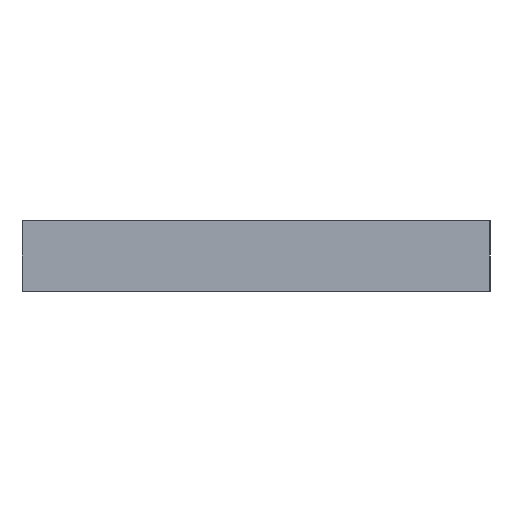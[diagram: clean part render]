
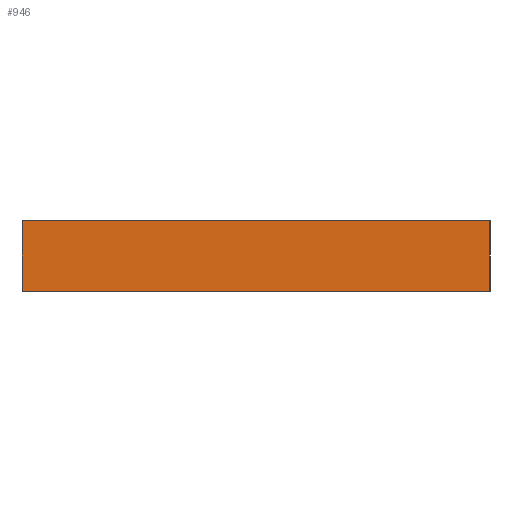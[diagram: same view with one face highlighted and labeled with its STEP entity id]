
A CAD part, left-side view. The second image highlights one B-rep face of the part: STEP entity #946.
In plain terms, the highlighted planar face has unit normal (-1, 0, 0).
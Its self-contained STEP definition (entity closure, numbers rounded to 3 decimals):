
#46=PLANE('',#989);
#107=FACE_OUTER_BOUND('',#169,.T.);
#169=EDGE_LOOP('',(#852,#853,#854,#855));
#246=LINE('',#1715,#328);
#250=LINE('',#1723,#332);
#251=LINE('',#1726,#333);
#252=LINE('',#1727,#334);
#328=VECTOR('',#1112,10.);
#332=VECTOR('',#1120,10.);
#333=VECTOR('',#1123,10.);
#334=VECTOR('',#1124,10.);
#470=VERTEX_POINT('',#1712);
#471=VERTEX_POINT('',#1714);
#472=VERTEX_POINT('',#1719);
#474=VERTEX_POINT('',#1725);
#598=EDGE_CURVE('',#470,#471,#246,.T.);
#602=EDGE_CURVE('',#472,#471,#250,.T.);
#603=EDGE_CURVE('',#474,#472,#251,.T.);
#604=EDGE_CURVE('',#474,#470,#252,.T.);
#852=ORIENTED_EDGE('',*,*,#603,.T.);
#853=ORIENTED_EDGE('',*,*,#602,.T.);
#854=ORIENTED_EDGE('',*,*,#598,.F.);
#855=ORIENTED_EDGE('',*,*,#604,.F.);
#946=ADVANCED_FACE('',(#107),#46,.T.);
#989=AXIS2_PLACEMENT_3D('',#1724,#1121,#1122);
#1112=DIRECTION('',(0.,-1.,0.));
#1120=DIRECTION('',(0.,0.,1.));
#1121=DIRECTION('center_axis',(-1.,0.,0.));
#1122=DIRECTION('ref_axis',(0.,-1.,0.));
#1123=DIRECTION('',(0.,-1.,0.));
#1124=DIRECTION('',(0.,0.,1.));
#1712=CARTESIAN_POINT('',(-7.5,5.,1.5));
#1714=CARTESIAN_POINT('',(-7.5,-5.,1.5));
#1715=CARTESIAN_POINT('',(-7.5,5.,1.5));
#1719=CARTESIAN_POINT('',(-7.5,-5.,0.));
#1723=CARTESIAN_POINT('',(-7.5,-5.,0.));
#1724=CARTESIAN_POINT('Origin',(-7.5,5.,0.));
#1725=CARTESIAN_POINT('',(-7.5,5.,0.));
#1726=CARTESIAN_POINT('',(-7.5,5.,0.));
#1727=CARTESIAN_POINT('',(-7.5,5.,0.));
